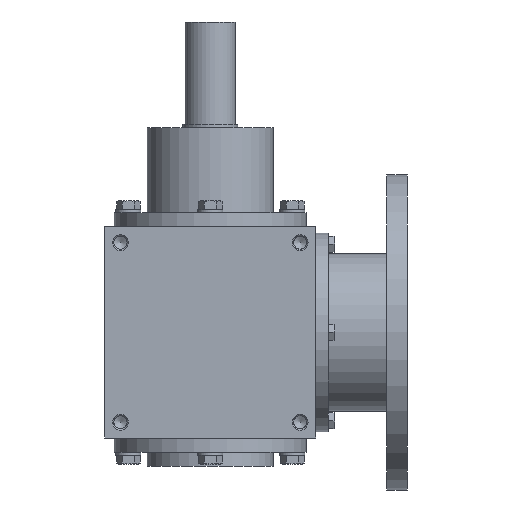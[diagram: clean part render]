
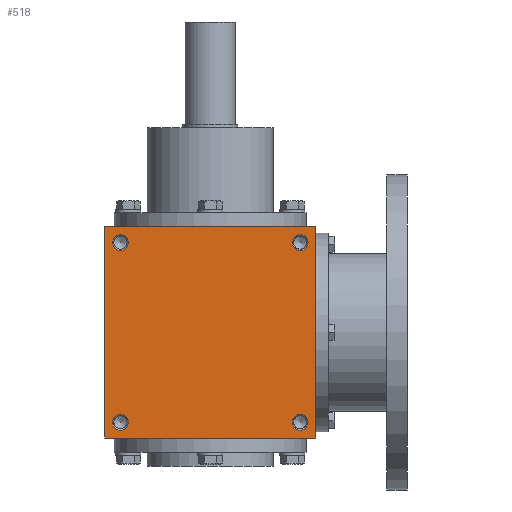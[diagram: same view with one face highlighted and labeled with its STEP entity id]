
A CAD part, front view. The second image highlights one B-rep face of the part: STEP entity #518.
In plain terms, the highlighted planar face has unit normal (0, -1, 0).
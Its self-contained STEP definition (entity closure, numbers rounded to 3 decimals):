
#518 = ADVANCED_FACE( '', ( #1074, #1075, #1076, #1077, #1078 ), #1079, .F. );
#1074 = FACE_BOUND( '', #1807, .T. );
#1075 = FACE_BOUND( '', #1808, .T. );
#1076 = FACE_BOUND( '', #1809, .T. );
#1077 = FACE_BOUND( '', #1810, .T. );
#1078 = FACE_OUTER_BOUND( '', #1811, .T. );
#1079 = PLANE( '', #1812 );
#1807 = EDGE_LOOP( '', ( #2745 ) );
#1808 = EDGE_LOOP( '', ( #2746 ) );
#1809 = EDGE_LOOP( '', ( #2747 ) );
#1810 = EDGE_LOOP( '', ( #2748 ) );
#1811 = EDGE_LOOP( '', ( #2749, #2750, #2751, #2752 ) );
#1812 = AXIS2_PLACEMENT_3D( '', #2753, #2754, #2755 );
#2745 = ORIENTED_EDGE( '', *, *, #3915, .T. );
#2746 = ORIENTED_EDGE( '', *, *, #3799, .T. );
#2747 = ORIENTED_EDGE( '', *, *, #3916, .F. );
#2748 = ORIENTED_EDGE( '', *, *, #3801, .F. );
#2749 = ORIENTED_EDGE( '', *, *, #3917, .T. );
#2750 = ORIENTED_EDGE( '', *, *, #3918, .F. );
#2751 = ORIENTED_EDGE( '', *, *, #3919, .F. );
#2752 = ORIENTED_EDGE( '', *, *, #3920, .T. );
#2753 = CARTESIAN_POINT( '', ( -67., -67., 67. ) );
#2754 = DIRECTION( '', ( 0., 1., 0. ) );
#2755 = DIRECTION( '', ( 0., 0., 1. ) );
#3799 = EDGE_CURVE( '', #4394, #4394, #4395, .T. );
#3801 = EDGE_CURVE( '', #4397, #4397, #4398, .T. );
#3915 = EDGE_CURVE( '', #4579, #4579, #4580, .T. );
#3916 = EDGE_CURVE( '', #4581, #4581, #4582, .T. );
#3917 = EDGE_CURVE( '', #4583, #4584, #4585, .T. );
#3918 = EDGE_CURVE( '', #4586, #4584, #4587, .T. );
#3919 = EDGE_CURVE( '', #4588, #4586, #4589, .T. );
#3920 = EDGE_CURVE( '', #4588, #4583, #4590, .T. );
#4394 = VERTEX_POINT( '', #5217 );
#4395 = CIRCLE( '', #5218, 5. );
#4397 = VERTEX_POINT( '', #5220 );
#4398 = CIRCLE( '', #5221, 5. );
#4579 = VERTEX_POINT( '', #5500 );
#4580 = CIRCLE( '', #5501, 5. );
#4581 = VERTEX_POINT( '', #5502 );
#4582 = CIRCLE( '', #5503, 5. );
#4583 = VERTEX_POINT( '', #5504 );
#4584 = VERTEX_POINT( '', #5505 );
#4585 = LINE( '', #5506, #5507 );
#4586 = VERTEX_POINT( '', #5508 );
#4587 = LINE( '', #5509, #5510 );
#4588 = VERTEX_POINT( '', #5511 );
#4589 = LINE( '', #5512, #5513 );
#4590 = LINE( '', #5514, #5515 );
#5217 = CARTESIAN_POINT( '', ( -57., -67., 62. ) );
#5218 = AXIS2_PLACEMENT_3D( '', #6106, #6107, #6108 );
#5220 = CARTESIAN_POINT( '', ( 57., -67., 52. ) );
#5221 = AXIS2_PLACEMENT_3D( '', #6109, #6110, #6111 );
#5500 = CARTESIAN_POINT( '', ( -57., -67., -52. ) );
#5501 = AXIS2_PLACEMENT_3D( '', #6319, #6320, #6321 );
#5502 = CARTESIAN_POINT( '', ( 57., -67., -62. ) );
#5503 = AXIS2_PLACEMENT_3D( '', #6322, #6323, #6324 );
#5504 = CARTESIAN_POINT( '', ( -67., -67., -67. ) );
#5505 = CARTESIAN_POINT( '', ( 67., -67., -67. ) );
#5506 = CARTESIAN_POINT( '', ( -67., -67., -67. ) );
#5507 = VECTOR( '', #6325, 1000. );
#5508 = CARTESIAN_POINT( '', ( 67., -67., 67. ) );
#5509 = CARTESIAN_POINT( '', ( 67., -67., 67. ) );
#5510 = VECTOR( '', #6326, 1000. );
#5511 = CARTESIAN_POINT( '', ( -67., -67., 67. ) );
#5512 = CARTESIAN_POINT( '', ( -67., -67., 67. ) );
#5513 = VECTOR( '', #6327, 1000. );
#5514 = CARTESIAN_POINT( '', ( -67., -67., 67. ) );
#5515 = VECTOR( '', #6328, 1000. );
#6106 = CARTESIAN_POINT( '', ( -57., -67., 57. ) );
#6107 = DIRECTION( '', ( 0., 1., 0. ) );
#6108 = DIRECTION( '', ( 0., 0., 1. ) );
#6109 = CARTESIAN_POINT( '', ( 57., -67., 57. ) );
#6110 = DIRECTION( '', ( 0., -1., 0. ) );
#6111 = DIRECTION( '', ( 0., 0., -1. ) );
#6319 = CARTESIAN_POINT( '', ( -57., -67., -57. ) );
#6320 = DIRECTION( '', ( 0., 1., 0. ) );
#6321 = DIRECTION( '', ( 0., 0., 1. ) );
#6322 = CARTESIAN_POINT( '', ( 57., -67., -57. ) );
#6323 = DIRECTION( '', ( 0., -1., 0. ) );
#6324 = DIRECTION( '', ( 0., 0., -1. ) );
#6325 = DIRECTION( '', ( 1., 0., 0. ) );
#6326 = DIRECTION( '', ( 0., 0., -1. ) );
#6327 = DIRECTION( '', ( 1., 0., 0. ) );
#6328 = DIRECTION( '', ( 0., 0., -1. ) );
